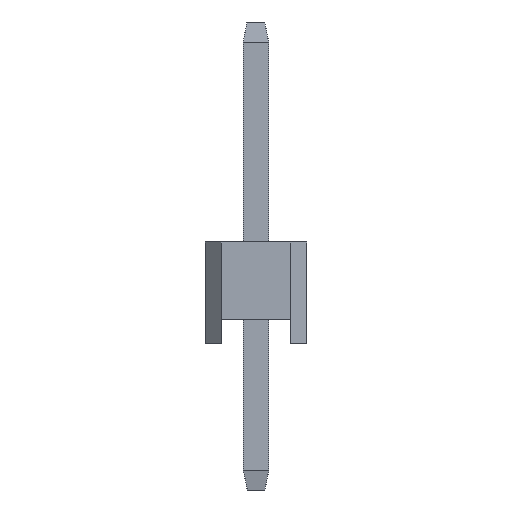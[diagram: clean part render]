
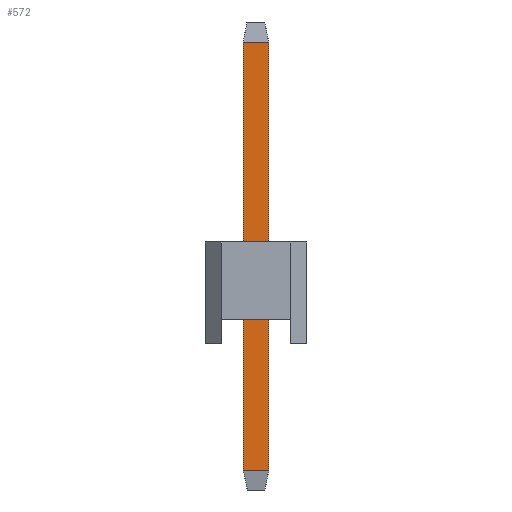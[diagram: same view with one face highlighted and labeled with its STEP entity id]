
A CAD part, left-side view. The second image highlights one B-rep face of the part: STEP entity #572.
In plain terms, the highlighted planar face has unit normal (-1, 0, 0).
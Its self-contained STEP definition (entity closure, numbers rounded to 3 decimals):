
#138=ORIENTED_EDGE('',*,*,#238,.F.);
#139=ORIENTED_EDGE('',*,*,#239,.T.);
#140=ORIENTED_EDGE('',*,*,#240,.T.);
#141=ORIENTED_EDGE('',*,*,#241,.T.);
#238=EDGE_CURVE('',#294,#295,#354,.T.);
#239=EDGE_CURVE('',#294,#296,#355,.T.);
#240=EDGE_CURVE('',#296,#297,#356,.T.);
#241=EDGE_CURVE('',#297,#295,#357,.T.);
#294=VERTEX_POINT('',#900);
#295=VERTEX_POINT('',#901);
#296=VERTEX_POINT('',#903);
#297=VERTEX_POINT('',#905);
#354=LINE('',#899,#426);
#355=LINE('',#902,#427);
#356=LINE('',#904,#428);
#357=LINE('',#906,#429);
#426=VECTOR('',#740,1000.);
#427=VECTOR('',#741,1000.);
#428=VECTOR('',#742,1000.);
#429=VECTOR('',#743,1000.);
#474=EDGE_LOOP('',(#138,#139,#140,#141));
#508=FACE_BOUND('',#474,.T.);
#540=PLANE('',#634);
#572=ADVANCED_FACE('',(#508),#540,.F.);
#634=AXIS2_PLACEMENT_3D('',#898,#738,#739);
#738=DIRECTION('',(1.,0.,0.));
#739=DIRECTION('',(0.,0.,-1.));
#740=DIRECTION('',(0.,0.,-1.));
#741=DIRECTION('',(0.,1.,0.));
#742=DIRECTION('',(0.,0.,-1.));
#743=DIRECTION('',(0.,-1.,0.));
#898=CARTESIAN_POINT('',(-0.32,0.32,11.7));
#899=CARTESIAN_POINT('',(-0.32,-0.32,11.7));
#900=CARTESIAN_POINT('',(-0.32,-0.32,11.2));
#901=CARTESIAN_POINT('',(-0.32,-0.32,0.5));
#902=CARTESIAN_POINT('',(-0.32,0.32,11.2));
#903=CARTESIAN_POINT('',(-0.32,0.32,11.2));
#904=CARTESIAN_POINT('',(-0.32,0.32,11.7));
#905=CARTESIAN_POINT('',(-0.32,0.32,0.5));
#906=CARTESIAN_POINT('',(-0.32,0.32,0.5));
